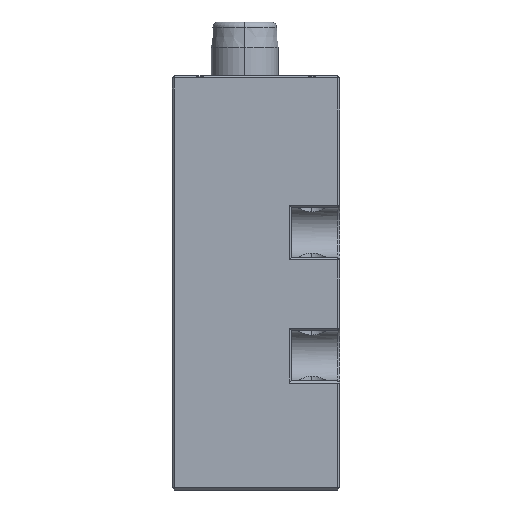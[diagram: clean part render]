
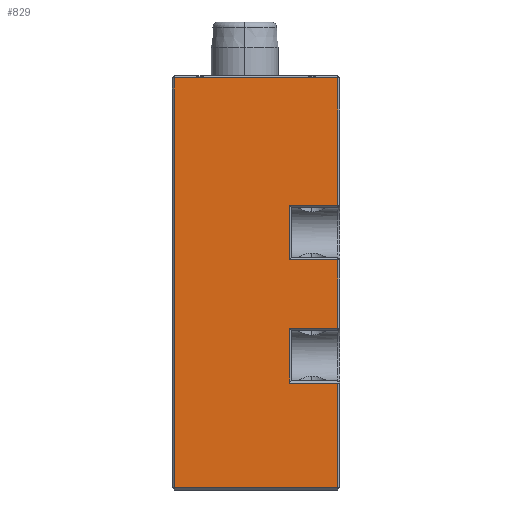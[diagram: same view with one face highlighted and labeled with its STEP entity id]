
A CAD part, left-side view. The second image highlights one B-rep face of the part: STEP entity #829.
In plain terms, the highlighted planar face has unit normal (-1, 0, 0).
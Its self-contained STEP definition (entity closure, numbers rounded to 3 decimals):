
#738=AXIS2_PLACEMENT_3D('Plane Axis2P3D',#735,#736,#737) ;
#123=CARTESIAN_POINT('Vertex',(-23.,12.6,-0.4)) ;
#126=CARTESIAN_POINT('Line Origine',(-23.,-2.,-0.4)) ;
#130=CARTESIAN_POINT('Vertex',(-23.,-16.6,-0.4)) ;
#735=CARTESIAN_POINT('Axis2P3D Location',(-23.,-17.,-74.)) ;
#740=CARTESIAN_POINT('Line Origine',(-23.,-2.,-73.6)) ;
#744=CARTESIAN_POINT('Vertex',(-23.,12.6,-73.6)) ;
#746=CARTESIAN_POINT('Vertex',(-23.,-16.6,-73.6)) ;
#749=CARTESIAN_POINT('Line Origine',(-23.,-16.6,-64.25)) ;
#753=CARTESIAN_POINT('Vertex',(-23.,-16.6,-54.9)) ;
#756=CARTESIAN_POINT('Line Origine',(-23.,-12.3,-54.9)) ;
#760=CARTESIAN_POINT('Vertex',(-23.,-8.,-54.9)) ;
#763=CARTESIAN_POINT('Line Origine',(-23.,-8.,-50.)) ;
#767=CARTESIAN_POINT('Vertex',(-23.,-8.,-45.1)) ;
#770=CARTESIAN_POINT('Line Origine',(-23.,-12.3,-45.1)) ;
#774=CARTESIAN_POINT('Vertex',(-23.,-16.6,-45.1)) ;
#777=CARTESIAN_POINT('Line Origine',(-23.,-16.6,-39.)) ;
#781=CARTESIAN_POINT('Vertex',(-23.,-16.6,-32.9)) ;
#784=CARTESIAN_POINT('Line Origine',(-23.,-12.3,-32.9)) ;
#788=CARTESIAN_POINT('Vertex',(-23.,-8.,-32.9)) ;
#791=CARTESIAN_POINT('Line Origine',(-23.,-8.,-28.)) ;
#795=CARTESIAN_POINT('Vertex',(-23.,-8.,-23.1)) ;
#798=CARTESIAN_POINT('Line Origine',(-23.,-12.3,-23.1)) ;
#802=CARTESIAN_POINT('Vertex',(-23.,-16.6,-23.1)) ;
#805=CARTESIAN_POINT('Line Origine',(-23.,-16.6,-11.75)) ;
#810=CARTESIAN_POINT('Line Origine',(-23.,12.6,-37.)) ;
#127=DIRECTION('Vector Direction',(0.,1.,0.)) ;
#736=DIRECTION('Axis2P3D Direction',(1.,-0.,0.)) ;
#737=DIRECTION('Axis2P3D XDirection',(0.,0.,-1.)) ;
#741=DIRECTION('Vector Direction',(0.,-1.,0.)) ;
#750=DIRECTION('Vector Direction',(0.,0.,1.)) ;
#757=DIRECTION('Vector Direction',(0.,1.,0.)) ;
#764=DIRECTION('Vector Direction',(0.,0.,1.)) ;
#771=DIRECTION('Vector Direction',(0.,-1.,0.)) ;
#778=DIRECTION('Vector Direction',(0.,0.,1.)) ;
#785=DIRECTION('Vector Direction',(0.,1.,0.)) ;
#792=DIRECTION('Vector Direction',(0.,0.,1.)) ;
#799=DIRECTION('Vector Direction',(0.,-1.,0.)) ;
#806=DIRECTION('Vector Direction',(0.,0.,1.)) ;
#811=DIRECTION('Vector Direction',(0.,0.,-1.)) ;
#128=VECTOR('Line Direction',#127,1.) ;
#742=VECTOR('Line Direction',#741,1.) ;
#751=VECTOR('Line Direction',#750,1.) ;
#758=VECTOR('Line Direction',#757,1.) ;
#765=VECTOR('Line Direction',#764,1.) ;
#772=VECTOR('Line Direction',#771,1.) ;
#779=VECTOR('Line Direction',#778,1.) ;
#786=VECTOR('Line Direction',#785,1.) ;
#793=VECTOR('Line Direction',#792,1.) ;
#800=VECTOR('Line Direction',#799,1.) ;
#807=VECTOR('Line Direction',#806,1.) ;
#812=VECTOR('Line Direction',#811,1.) ;
#816=ORIENTED_EDGE('',*,*,#748,.T.) ;
#817=ORIENTED_EDGE('',*,*,#755,.T.) ;
#818=ORIENTED_EDGE('',*,*,#762,.T.) ;
#819=ORIENTED_EDGE('',*,*,#769,.T.) ;
#820=ORIENTED_EDGE('',*,*,#776,.T.) ;
#821=ORIENTED_EDGE('',*,*,#783,.T.) ;
#822=ORIENTED_EDGE('',*,*,#790,.T.) ;
#823=ORIENTED_EDGE('',*,*,#797,.T.) ;
#824=ORIENTED_EDGE('',*,*,#804,.T.) ;
#825=ORIENTED_EDGE('',*,*,#809,.T.) ;
#826=ORIENTED_EDGE('',*,*,#132,.T.) ;
#827=ORIENTED_EDGE('',*,*,#814,.T.) ;
#829=ADVANCED_FACE('SCB_20_T07_TUENKERS',(#828),#739,.F.) ;
#132=EDGE_CURVE('',#131,#124,#129,.T.) ;
#748=EDGE_CURVE('',#745,#747,#743,.T.) ;
#755=EDGE_CURVE('',#747,#754,#752,.T.) ;
#762=EDGE_CURVE('',#754,#761,#759,.T.) ;
#769=EDGE_CURVE('',#761,#768,#766,.T.) ;
#776=EDGE_CURVE('',#768,#775,#773,.T.) ;
#783=EDGE_CURVE('',#775,#782,#780,.T.) ;
#790=EDGE_CURVE('',#782,#789,#787,.T.) ;
#797=EDGE_CURVE('',#789,#796,#794,.T.) ;
#804=EDGE_CURVE('',#796,#803,#801,.T.) ;
#809=EDGE_CURVE('',#803,#131,#808,.T.) ;
#814=EDGE_CURVE('',#124,#745,#813,.T.) ;
#815=EDGE_LOOP('',(#816,#817,#818,#819,#820,#821,#822,#823,#824,#825,#826,#827)) ;
#828=FACE_OUTER_BOUND('',#815,.T.) ;
#129=LINE('Line',#126,#128) ;
#743=LINE('Line',#740,#742) ;
#752=LINE('Line',#749,#751) ;
#759=LINE('Line',#756,#758) ;
#766=LINE('Line',#763,#765) ;
#773=LINE('Line',#770,#772) ;
#780=LINE('Line',#777,#779) ;
#787=LINE('Line',#784,#786) ;
#794=LINE('Line',#791,#793) ;
#801=LINE('Line',#798,#800) ;
#808=LINE('Line',#805,#807) ;
#813=LINE('Line',#810,#812) ;
#739=PLANE('Plane',#738) ;
#124=VERTEX_POINT('',#123) ;
#131=VERTEX_POINT('',#130) ;
#745=VERTEX_POINT('',#744) ;
#747=VERTEX_POINT('',#746) ;
#754=VERTEX_POINT('',#753) ;
#761=VERTEX_POINT('',#760) ;
#768=VERTEX_POINT('',#767) ;
#775=VERTEX_POINT('',#774) ;
#782=VERTEX_POINT('',#781) ;
#789=VERTEX_POINT('',#788) ;
#796=VERTEX_POINT('',#795) ;
#803=VERTEX_POINT('',#802) ;
